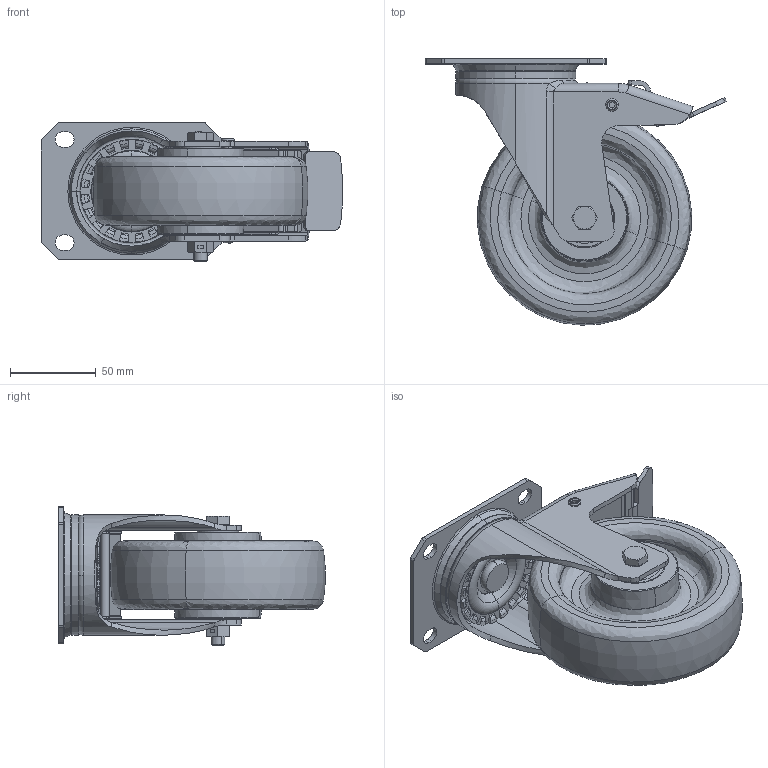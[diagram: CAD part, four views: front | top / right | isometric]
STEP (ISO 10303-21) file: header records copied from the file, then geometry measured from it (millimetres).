
FILE_DESCRIPTION (( 'STEP AP214' ), '1' );
FILE_NAME ('0055933.step', '2023-07-31T08:20:12', ( '' ), ( '' ), 'SwSTEP 2.0', 'SolidWorks 2020', '' );
FILE_SCHEMA (( 'AUTOMOTIVE_DESIGN' ));
Length unit declared in the file: millimetre
Products named in the file (1): 0055933
Bounding box: 175.08 x 154.86 x 81 mm (x, y, z)
Volume: 475111 mm3; surface area: 206598 mm2
Topology: 22 solids, 24 shells, 1367 faces, 3445 edges, 2157 vertices
Faces by surface type: plane 460, cylinder 330, torus 211, bspline 178, cone 172, sphere 16
Entity records: 64955 total; most frequent: CARTESIAN_POINT 18484, ORIENTED_EDGE 6884, DIRECTION 6172, EDGE_CURVE 3442, AXIS2_PLACEMENT_3D 2495, VERTEX_POINT 2155, EDGE_LOOP 1463, UNCERTAINTY_MEASURE_WITH_UNIT 1389
